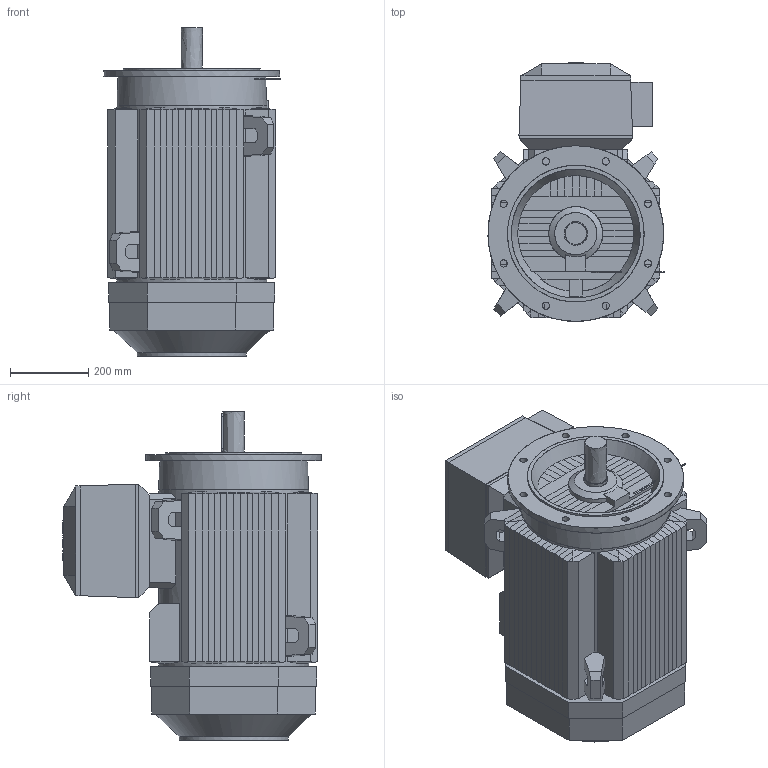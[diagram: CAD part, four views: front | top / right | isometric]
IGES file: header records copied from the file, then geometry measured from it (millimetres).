
Global section: file name: 3GZF500222_10_A.igs; preprocessor: I-DEAS Master Series 7:    IGES; date: 010509.141355; units: millimetre
Bounding box: 450.86 x 662.67 x 841 mm (x, y, z)
Surface area: 2228951.7 mm2 (no closed solid volume)
Topology: 0 solids, 0 shells, 531 faces, 2856 edges, 2820 vertices
Faces by surface type: bspline 531
